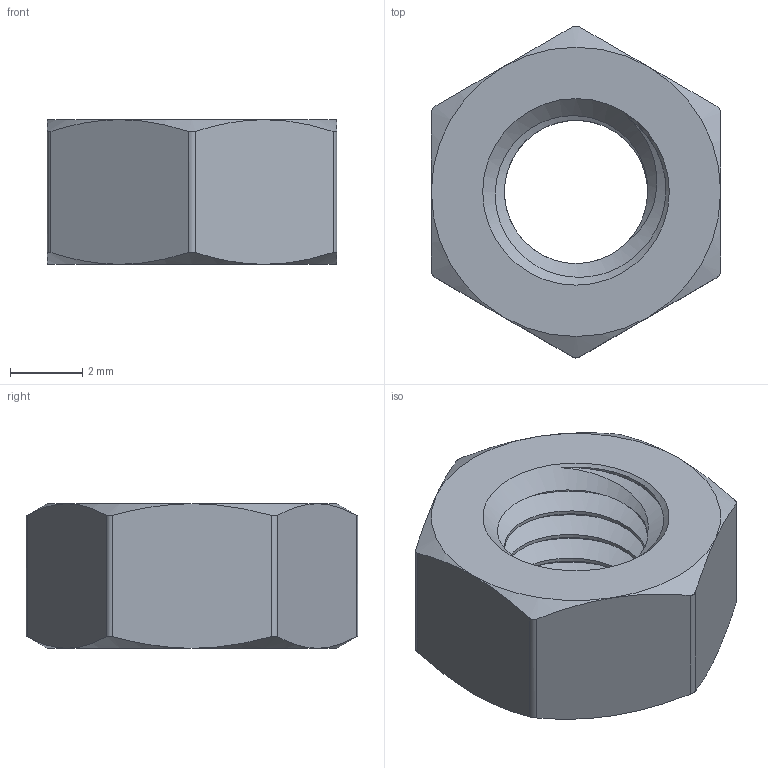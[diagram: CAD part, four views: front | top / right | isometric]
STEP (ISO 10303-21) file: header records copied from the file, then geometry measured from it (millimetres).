
FILE_DESCRIPTION(/* description */ (''),/* implementation_level */ '2;1');
FILE_NAME(/* name */ '90592A095_Steel Hex Nut_v1.step',/* time_stamp */ '2023-08-31T11:36:03-07:00',/* author */ (''),/* organization */ (''),/* preprocessor_version */ 'ST-DEVELOPER v20',/* originating_system */ 'Autodesk Translation Framework v12.9.0.99',/* authorisation */ '');
FILE_SCHEMA (('AUTOMOTIVE_DESIGN { 1 0 10303 214 3 1 1 }'));
Length unit declared in the file: millimetre
Products named in the file (1): 90592A095_Steel Hex Nut
Bounding box: 8 x 9.18 x 4 mm (x, y, z)
Volume: 155 mm3; surface area: 271 mm2
Topology: 1 solids, 1 shells, 41 faces, 105 edges, 66 vertices
Faces by surface type: cylinder 17, cone 14, plane 8, bspline 2
Full cylindrical faces by diameter (mm): 3.961 x3, 5 x4
Entity records: 2334 total; most frequent: CARTESIAN_POINT 1459, ORIENTED_EDGE 210, DIRECTION 139, EDGE_CURVE 105, VERTEX_POINT 66, AXIS2_PLACEMENT_3D 58, EDGE_LOOP 43, FACE_OUTER_BOUND 41
